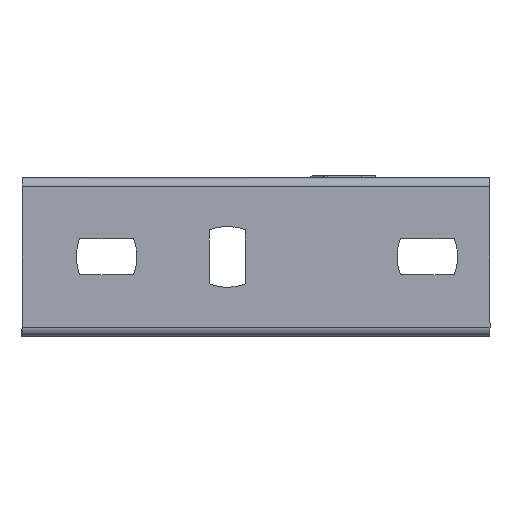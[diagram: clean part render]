
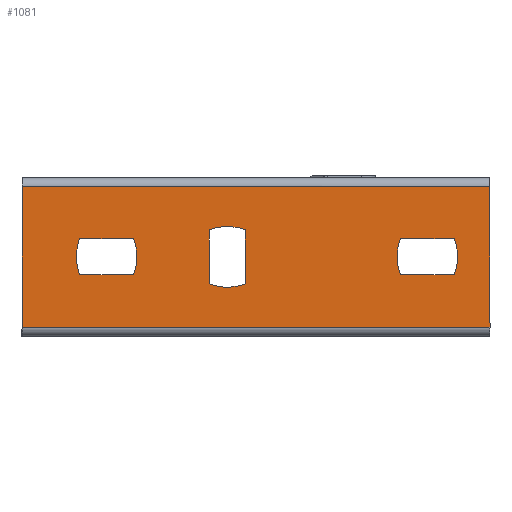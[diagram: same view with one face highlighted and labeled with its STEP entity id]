
A CAD part, left-side view. The second image highlights one B-rep face of the part: STEP entity #1081.
In plain terms, the highlighted planar face has unit normal (-1, 0, 0).
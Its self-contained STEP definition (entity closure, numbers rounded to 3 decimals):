
#1 = VERTEX_POINT ( 'NONE', #369 ) ;
#7 = VERTEX_POINT ( 'NONE', #376 ) ;
#8 = VERTEX_POINT ( 'NONE', #364 ) ;
#9 = VERTEX_POINT ( 'NONE', #360 ) ;
#11 = VERTEX_POINT ( 'NONE', #350 ) ;
#12 = VERTEX_POINT ( 'NONE', #348 ) ;
#348 = CARTESIAN_POINT ( 'NONE',  ( -2.107, 24.712, 27.107 ) ) ;
#350 = CARTESIAN_POINT ( 'NONE',  ( -2.107, -0.188, 2.5 ) ) ;
#360 = CARTESIAN_POINT ( 'NONE',  ( -2.107, 9.712, 27.107 ) ) ;
#364 = CARTESIAN_POINT ( 'NONE',  ( -2.107, 98.812, 17.107 ) ) ;
#369 = CARTESIAN_POINT ( 'NONE',  ( -2.107, 77.812, 14.607 ) ) ;
#376 = CARTESIAN_POINT ( 'NONE',  ( -2.107, 129.812, 2.5 ) ) ;
#752 = DIRECTION ( 'NONE',  ( 0., 0., 1. ) ) ;
#753 = DIRECTION ( 'NONE',  ( -1., 0., 0. ) ) ;
#754 = PLANE ( 'NONE',  #3299 ) ;
#755 = CARTESIAN_POINT ( 'NONE',  ( -2.107, 9.812, -70.587 ) ) ;
#983 = CIRCLE ( 'NONE', #2764, 14. ) ;
#985 = CIRCLE ( 'NONE', #2765, 14. ) ;
#1081 = ADVANCED_FACE ( 'NONE', ( #1971, #1969, #1967, #1974 ), #754, .T. ) ;
#1967 = FACE_BOUND ( 'NONE', #2014, .T. ) ;
#1969 = FACE_BOUND ( 'NONE', #1992, .T. ) ;
#1971 = FACE_BOUND ( 'NONE', #1990, .T. ) ;
#1974 = FACE_OUTER_BOUND ( 'NONE', #1998, .T. ) ;
#1978 = VERTEX_POINT ( 'NONE', #2918 ) ;
#1979 = VERTEX_POINT ( 'NONE', #2916 ) ;
#1980 = VERTEX_POINT ( 'NONE', #2915 ) ;
#1982 = VERTEX_POINT ( 'NONE', #3027 ) ;
#1983 = VERTEX_POINT ( 'NONE', #3120 ) ;
#1984 = VERTEX_POINT ( 'NONE', #2914 ) ;
#1985 = VERTEX_POINT ( 'NONE', #2913 ) ;
#1986 = VERTEX_POINT ( 'NONE', #2909 ) ;
#1987 = VERTEX_POINT ( 'NONE', #2907 ) ;
#1988 = VERTEX_POINT ( 'NONE', #2904 ) ;
#1990 = EDGE_LOOP ( 'NONE', ( #2070, #2071, #2072, #2073 ) ) ;
#1992 = EDGE_LOOP ( 'NONE', ( #2074, #2075, #2077, #2078 ) ) ;
#1998 = EDGE_LOOP ( 'NONE', ( #2087, #2088, #2089, #2090 ) ) ;
#2014 = EDGE_LOOP ( 'NONE', ( #2079, #2080, #2083, #2085 ) ) ;
#2070 = ORIENTED_EDGE ( 'NONE', *, *, #3321, .T. ) ;
#2071 = ORIENTED_EDGE ( 'NONE', *, *, #3380, .T. ) ;
#2072 = ORIENTED_EDGE ( 'NONE', *, *, #3324, .T. ) ;
#2073 = ORIENTED_EDGE ( 'NONE', *, *, #3302, .T. ) ;
#2074 = ORIENTED_EDGE ( 'NONE', *, *, #3330, .T. ) ;
#2075 = ORIENTED_EDGE ( 'NONE', *, *, #3301, .T. ) ;
#2077 = ORIENTED_EDGE ( 'NONE', *, *, #3334, .T. ) ;
#2078 = ORIENTED_EDGE ( 'NONE', *, *, #3381, .T. ) ;
#2079 = ORIENTED_EDGE ( 'NONE', *, *, #3322, .T. ) ;
#2080 = ORIENTED_EDGE ( 'NONE', *, *, #3312, .T. ) ;
#2083 = ORIENTED_EDGE ( 'NONE', *, *, #3333, .T. ) ;
#2085 = ORIENTED_EDGE ( 'NONE', *, *, #3314, .T. ) ;
#2087 = ORIENTED_EDGE ( 'NONE', *, *, #3332, .F. ) ;
#2088 = ORIENTED_EDGE ( 'NONE', *, *, #3340, .T. ) ;
#2089 = ORIENTED_EDGE ( 'NONE', *, *, #3339, .F. ) ;
#2090 = ORIENTED_EDGE ( 'NONE', *, *, #3336, .F. ) ;
#2576 = VECTOR ( 'NONE', #3138, 1000. ) ;
#2578 = VECTOR ( 'NONE', #3141, 1000. ) ;
#2581 = LINE ( 'NONE', #3146, #2576 ) ;
#2584 = VECTOR ( 'NONE', #3163, 1000. ) ;
#2585 = LINE ( 'NONE', #3153, #2578 ) ;
#2587 = VECTOR ( 'NONE', #3159, 1000. ) ;
#2589 = VECTOR ( 'NONE', #3162, 1000. ) ;
#2590 = LINE ( 'NONE', #3160, #2587 ) ;
#2591 = VECTOR ( 'NONE', #3164, 1000. ) ;
#2592 = LINE ( 'NONE', #3151, #2584 ) ;
#2594 = LINE ( 'NONE', #3177, #2589 ) ;
#2595 = VECTOR ( 'NONE', #3167, 1000. ) ;
#2598 = LINE ( 'NONE', #3168, #2595 ) ;
#2599 = LINE ( 'NONE', #3176, #2591 ) ;
#2603 = VECTOR ( 'NONE', #3192, 1000. ) ;
#2605 = LINE ( 'NONE', #3204, #2603 ) ;
#2608 = VECTOR ( 'NONE', #3205, 1000. ) ;
#2609 = VECTOR ( 'NONE', #3203, 1000. ) ;
#2614 = LINE ( 'NONE', #3222, #2608 ) ;
#2615 = LINE ( 'NONE', #3218, #2609 ) ;
#2620 = CIRCLE ( 'NONE', #2788, 14. ) ;
#2623 = CIRCLE ( 'NONE', #2790, 14. ) ;
#2637 = CIRCLE ( 'NONE', #2797, 14. ) ;
#2646 = CIRCLE ( 'NONE', #2798, 14. ) ;
#2764 = AXIS2_PLACEMENT_3D ( 'NONE', #3003, #3002, #3001 ) ;
#2765 = AXIS2_PLACEMENT_3D ( 'NONE', #3008, #3007, #3006 ) ;
#2788 = AXIS2_PLACEMENT_3D ( 'NONE', #3232, #3231, #3230 ) ;
#2790 = AXIS2_PLACEMENT_3D ( 'NONE', #3236, #3235, #3233 ) ;
#2797 = AXIS2_PLACEMENT_3D ( 'NONE', #3282, #3281, #3280 ) ;
#2798 = AXIS2_PLACEMENT_3D ( 'NONE', #3287, #3286, #3285 ) ;
#2904 = CARTESIAN_POINT ( 'NONE',  ( -2.107, -0.188, 41.607 ) ) ;
#2907 = CARTESIAN_POINT ( 'NONE',  ( -2.107, 129.812, 41.607 ) ) ;
#2909 = CARTESIAN_POINT ( 'NONE',  ( -2.107, 67.812, 14.607 ) ) ;
#2913 = CARTESIAN_POINT ( 'NONE',  ( -2.107, 9.712, 17.107 ) ) ;
#2914 = CARTESIAN_POINT ( 'NONE',  ( -2.107, 67.812, 29.607 ) ) ;
#2915 = CARTESIAN_POINT ( 'NONE',  ( -2.107, 113.812, 27.107 ) ) ;
#2916 = CARTESIAN_POINT ( 'NONE',  ( -2.107, 98.812, 27.107 ) ) ;
#2918 = CARTESIAN_POINT ( 'NONE',  ( -2.107, 77.812, 29.607 ) ) ;
#3001 = DIRECTION ( 'NONE',  ( 0., 0., -1. ) ) ;
#3002 = DIRECTION ( 'NONE',  ( 1., 0., 0. ) ) ;
#3003 = CARTESIAN_POINT ( 'NONE',  ( -2.107, 111.889, 22.107 ) ) ;
#3006 = DIRECTION ( 'NONE',  ( 0., 0., -1. ) ) ;
#3007 = DIRECTION ( 'NONE',  ( 1., 0., 0. ) ) ;
#3008 = CARTESIAN_POINT ( 'NONE',  ( -2.107, 22.789, 22.107 ) ) ;
#3027 = CARTESIAN_POINT ( 'NONE',  ( -2.107, 113.812, 17.107 ) ) ;
#3120 = CARTESIAN_POINT ( 'NONE',  ( -2.107, 24.712, 17.107 ) ) ;
#3138 = DIRECTION ( 'NONE',  ( 0., -1., 0. ) ) ;
#3141 = DIRECTION ( 'NONE',  ( 0., 0., -1. ) ) ;
#3146 = CARTESIAN_POINT ( 'NONE',  ( -2.107, 9.812, 2.5 ) ) ;
#3151 = CARTESIAN_POINT ( 'NONE',  ( -2.107, 9.812, 41.607 ) ) ;
#3153 = CARTESIAN_POINT ( 'NONE',  ( -2.107, -0.188, 67.107 ) ) ;
#3159 = DIRECTION ( 'NONE',  ( 0., -1., 0. ) ) ;
#3160 = CARTESIAN_POINT ( 'NONE',  ( -2.107, 113.812, 27.107 ) ) ;
#3162 = DIRECTION ( 'NONE',  ( 0., 0., -1. ) ) ;
#3163 = DIRECTION ( 'NONE',  ( 0., -1., 0. ) ) ;
#3164 = DIRECTION ( 'NONE',  ( 0., 0., 1. ) ) ;
#3167 = DIRECTION ( 'NONE',  ( 0., 1., 0. ) ) ;
#3168 = CARTESIAN_POINT ( 'NONE',  ( -2.107, 113.812, 17.107 ) ) ;
#3176 = CARTESIAN_POINT ( 'NONE',  ( -2.107, 129.812, -12.894 ) ) ;
#3177 = CARTESIAN_POINT ( 'NONE',  ( -2.107, 67.812, 29.607 ) ) ;
#3192 = DIRECTION ( 'NONE',  ( 0., 1., 0. ) ) ;
#3203 = DIRECTION ( 'NONE',  ( 0., 0., 1. ) ) ;
#3204 = CARTESIAN_POINT ( 'NONE',  ( -2.107, 9.712, 17.107 ) ) ;
#3205 = DIRECTION ( 'NONE',  ( 0., -1., 0. ) ) ;
#3218 = CARTESIAN_POINT ( 'NONE',  ( -2.107, 77.812, 29.607 ) ) ;
#3222 = CARTESIAN_POINT ( 'NONE',  ( -2.107, 9.712, 27.107 ) ) ;
#3230 = DIRECTION ( 'NONE',  ( 0., 0., -1. ) ) ;
#3231 = DIRECTION ( 'NONE',  ( 1., 0., 0. ) ) ;
#3232 = CARTESIAN_POINT ( 'NONE',  ( -2.107, 72.812, 27.684 ) ) ;
#3233 = DIRECTION ( 'NONE',  ( 0., 0., -1. ) ) ;
#3235 = DIRECTION ( 'NONE',  ( 1., 0., 0. ) ) ;
#3236 = CARTESIAN_POINT ( 'NONE',  ( -2.107, 72.812, 16.531 ) ) ;
#3280 = DIRECTION ( 'NONE',  ( 0., 0., -1. ) ) ;
#3281 = DIRECTION ( 'NONE',  ( 1., 0., 0. ) ) ;
#3282 = CARTESIAN_POINT ( 'NONE',  ( -2.107, 11.635, 22.107 ) ) ;
#3285 = DIRECTION ( 'NONE',  ( 0., 0., -1. ) ) ;
#3286 = DIRECTION ( 'NONE',  ( 1., 0., 0. ) ) ;
#3287 = CARTESIAN_POINT ( 'NONE',  ( -2.107, 100.735, 22.107 ) ) ;
#3299 = AXIS2_PLACEMENT_3D ( 'NONE', #755, #753, #752 ) ;
#3301 = EDGE_CURVE ( 'NONE', #1982, #1980, #2646, .T. ) ;
#3302 = EDGE_CURVE ( 'NONE', #1983, #12, #2637, .T. ) ;
#3312 = EDGE_CURVE ( 'NONE', #1978, #1984, #2623, .T. ) ;
#3314 = EDGE_CURVE ( 'NONE', #1986, #1, #2620, .T. ) ;
#3321 = EDGE_CURVE ( 'NONE', #12, #9, #2614, .T. ) ;
#3322 = EDGE_CURVE ( 'NONE', #1, #1978, #2615, .T. ) ;
#3324 = EDGE_CURVE ( 'NONE', #1985, #1983, #2605, .T. ) ;
#3330 = EDGE_CURVE ( 'NONE', #8, #1982, #2598, .T. ) ;
#3332 = EDGE_CURVE ( 'NONE', #7, #1987, #2599, .T. ) ;
#3333 = EDGE_CURVE ( 'NONE', #1984, #1986, #2594, .T. ) ;
#3334 = EDGE_CURVE ( 'NONE', #1980, #1979, #2590, .T. ) ;
#3336 = EDGE_CURVE ( 'NONE', #1987, #1988, #2592, .T. ) ;
#3339 = EDGE_CURVE ( 'NONE', #1988, #11, #2585, .T. ) ;
#3340 = EDGE_CURVE ( 'NONE', #7, #11, #2581, .T. ) ;
#3380 = EDGE_CURVE ( 'NONE', #9, #1985, #985, .T. ) ;
#3381 = EDGE_CURVE ( 'NONE', #1979, #8, #983, .T. ) ;
